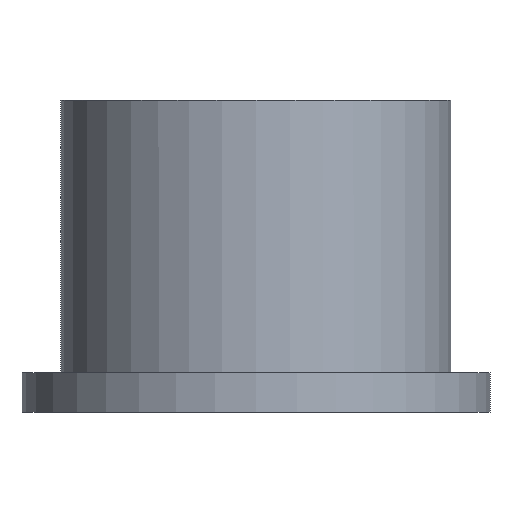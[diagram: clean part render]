
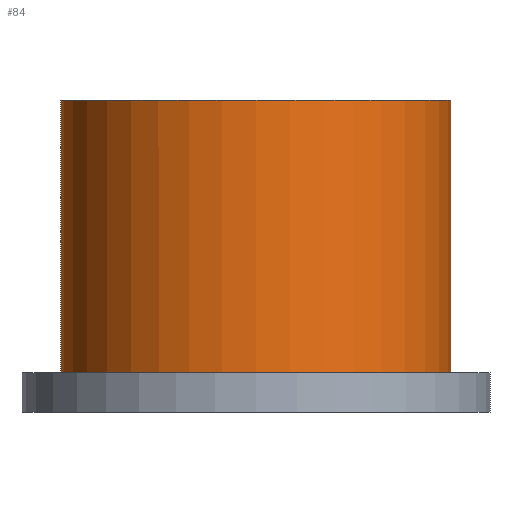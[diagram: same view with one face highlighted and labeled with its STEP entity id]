
A CAD part, front view. The second image highlights one B-rep face of the part: STEP entity #84.
In plain terms, the highlighted cylindrical face has radius 2.5 mm (diameter 5 mm), a full revolution.
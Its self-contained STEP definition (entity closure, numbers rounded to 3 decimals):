
#21=FACE_OUTER_BOUND('',#27,.T.);
#27=EDGE_LOOP('',(#63,#64,#65,#66));
#36=LINE('',#150,#39);
#39=VECTOR('',#122,2.5);
#42=CIRCLE('',#105,2.5);
#43=CIRCLE('',#106,2.5);
#48=VERTEX_POINT('',#147);
#49=VERTEX_POINT('',#149);
#54=EDGE_CURVE('',#48,#48,#42,.F.);
#55=EDGE_CURVE('',#48,#49,#36,.T.);
#56=EDGE_CURVE('',#49,#49,#43,.T.);
#63=ORIENTED_EDGE('',*,*,#54,.T.);
#64=ORIENTED_EDGE('',*,*,#55,.T.);
#65=ORIENTED_EDGE('',*,*,#56,.F.);
#66=ORIENTED_EDGE('',*,*,#55,.F.);
#81=CYLINDRICAL_SURFACE('',#104,2.5);
#84=ADVANCED_FACE('',(#21),#81,.T.);
#104=AXIS2_PLACEMENT_3D('',#146,#118,#119);
#105=AXIS2_PLACEMENT_3D('',#148,#120,#121);
#106=AXIS2_PLACEMENT_3D('',#151,#123,#124);
#118=DIRECTION('center_axis',(0.,0.,1.));
#119=DIRECTION('ref_axis',(1.,0.,0.));
#120=DIRECTION('center_axis',(0.,0.,1.));
#121=DIRECTION('ref_axis',(1.,0.,0.));
#122=DIRECTION('',(0.,0.,-1.));
#123=DIRECTION('center_axis',(0.,0.,-1.));
#124=DIRECTION('ref_axis',(1.,0.,0.));
#146=CARTESIAN_POINT('Origin',(0.,-42.5,0.));
#147=CARTESIAN_POINT('',(-2.5,-42.5,4.));
#148=CARTESIAN_POINT('Origin',(0.,-42.5,4.));
#149=CARTESIAN_POINT('',(-2.5,-42.5,0.5));
#150=CARTESIAN_POINT('',(-2.5,-42.5,0.));
#151=CARTESIAN_POINT('Origin',(0.,-42.5,0.5));
